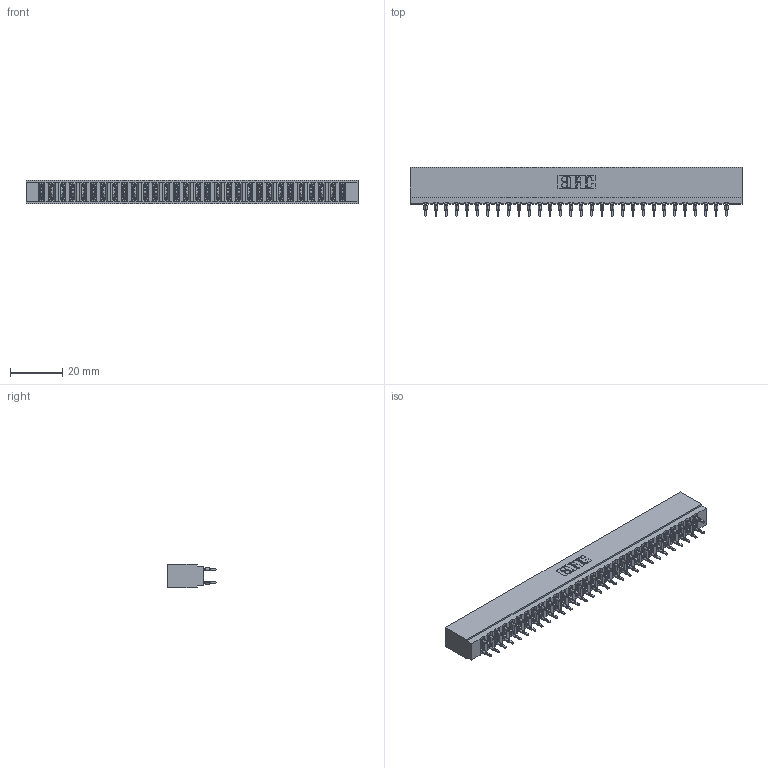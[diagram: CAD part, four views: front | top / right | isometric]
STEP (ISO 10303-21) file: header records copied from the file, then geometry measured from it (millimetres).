
FILE_DESCRIPTION (( 'STEP AP203' ), '1' );
FILE_NAME ('717-060-560-201.STEP', '2026-02-20T18:39:12', ( '' ), ( '' ), 'SwSTEP 2.0', 'SolidWorks 2023', '' );
FILE_SCHEMA (( 'CONFIG_CONTROL_DESIGN' ));
Length unit declared in the file: millimetre
Products named in the file (3): 745-292-001_560; 717-060-560-201; 717 Part_Insulator Option - 06
Assembly tree (61 placements, depth 2):
  717-060-560-201
    717 Part_Insulator Option - 06
    745-292-001_560  x60
Bounding box: 126.75 x 18.78 x 8.89 mm (x, y, z)
Volume: 11253.9 mm3; surface area: 18110.1 mm2
Topology: 61 solids, 61 shells, 6034 faces, 16511 edges, 10486 vertices
Faces by surface type: plane 3144, cylinder 1330, bspline 1200, torus 360
Entity records: 53388 total; most frequent: CARTESIAN_POINT 9775, ORIENTED_EDGE 9186, DIRECTION 8035, EDGE_CURVE 4593, VECTOR 4223, LINE 4223, VERTEX_POINT 2934, AXIS2_PLACEMENT_3D 1906
